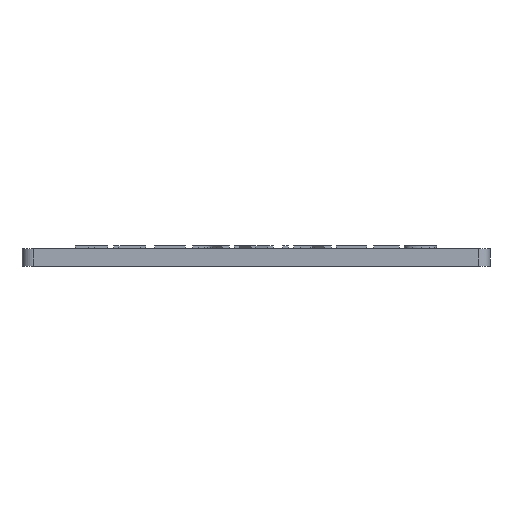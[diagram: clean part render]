
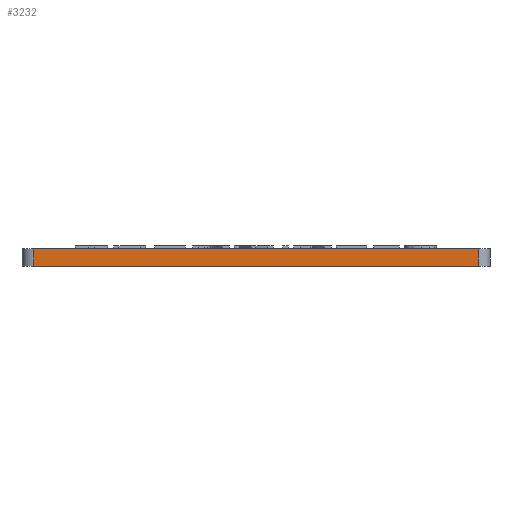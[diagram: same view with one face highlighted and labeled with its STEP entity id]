
A CAD part, front view. The second image highlights one B-rep face of the part: STEP entity #3232.
In plain terms, the highlighted planar face has unit normal (0, -1, 0).
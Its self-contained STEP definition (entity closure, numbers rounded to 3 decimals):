
#198=PLANE('',#3429);
#318=FACE_OUTER_BOUND('',#506,.T.);
#506=EDGE_LOOP('',(#2419,#2420,#2421,#2422));
#685=LINE('',#4198,#1056);
#787=LINE('',#4709,#1158);
#788=LINE('',#4712,#1159);
#789=LINE('',#4713,#1160);
#1056=VECTOR('',#3565,10.);
#1158=VECTOR('',#3681,10.);
#1159=VECTOR('',#3684,10.);
#1160=VECTOR('',#3685,10.);
#1436=VERTEX_POINT('',#4195);
#1437=VERTEX_POINT('',#4197);
#1589=VERTEX_POINT('',#4707);
#1590=VERTEX_POINT('',#4711);
#1764=EDGE_CURVE('',#1437,#1436,#685,.T.);
#1920=EDGE_CURVE('',#1437,#1589,#787,.T.);
#1921=EDGE_CURVE('',#1590,#1436,#788,.T.);
#1922=EDGE_CURVE('',#1589,#1590,#789,.T.);
#2419=ORIENTED_EDGE('',*,*,#1920,.F.);
#2420=ORIENTED_EDGE('',*,*,#1764,.T.);
#2421=ORIENTED_EDGE('',*,*,#1921,.F.);
#2422=ORIENTED_EDGE('',*,*,#1922,.F.);
#3232=ADVANCED_FACE('',(#318),#198,.T.);
#3429=AXIS2_PLACEMENT_3D('',#4710,#3682,#3683);
#3565=DIRECTION('',(-1.,0.,0.));
#3681=DIRECTION('',(0.,0.,-1.));
#3682=DIRECTION('center_axis',(0.,-1.,0.));
#3683=DIRECTION('ref_axis',(-1.,0.,0.));
#3684=DIRECTION('',(0.,0.,1.));
#3685=DIRECTION('',(-1.,0.,0.));
#4195=CARTESIAN_POINT('',(2.,0.,0.));
#4197=CARTESIAN_POINT('',(78.,0.,0.));
#4198=CARTESIAN_POINT('',(80.,0.,0.));
#4707=CARTESIAN_POINT('',(78.,0.,-3.));
#4709=CARTESIAN_POINT('',(78.,0.,0.));
#4710=CARTESIAN_POINT('Origin',(80.,0.,0.));
#4711=CARTESIAN_POINT('',(2.,0.,-3.));
#4712=CARTESIAN_POINT('',(2.,0.,0.));
#4713=CARTESIAN_POINT('',(80.,0.,-3.));
